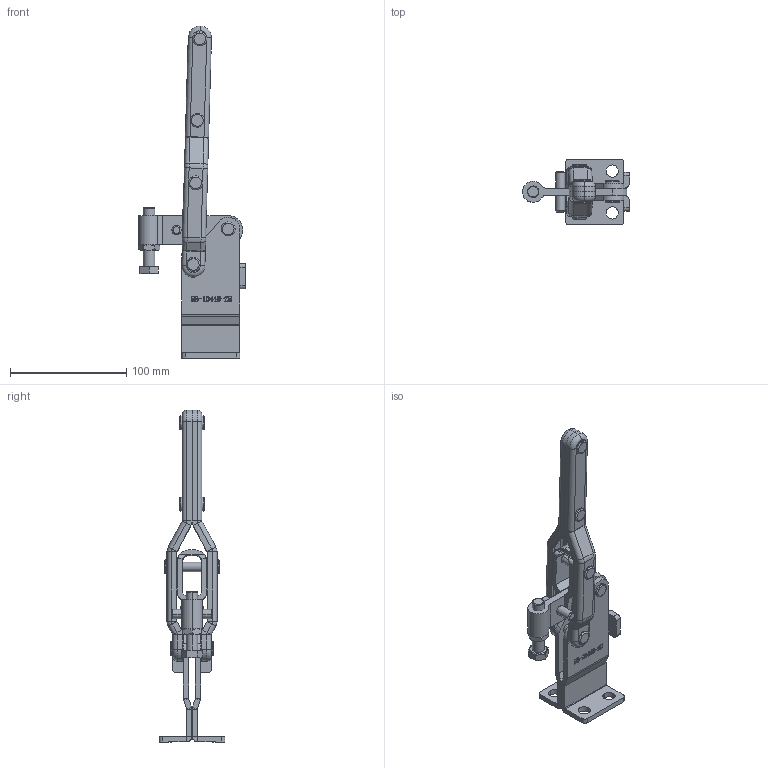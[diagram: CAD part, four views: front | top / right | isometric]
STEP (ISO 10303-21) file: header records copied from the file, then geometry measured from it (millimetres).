
FILE_DESCRIPTION (( 'STEP AP203' ), '1' );
FILE_NAME ('HS-10448-ZH .STEP', '2019-09-24T11:32:02', ( '微软用户' ), ( '微软中国' ), 'SwSTEP 2.0', 'SolidWorks 2012', '' );
FILE_SCHEMA (( 'CONFIG_CONTROL_DESIGN' ));
Length unit declared in the file: millimetre
Products named in the file (11): HS-10448-ZH ; hex thin nuts-grades ab-chamfered gb_GB_FASTENER_NUT_STNAB M10-N; hexagon head bolts-full thread gb_GB_FASTENER_BOLT_STBAB A M10X50-N; 酗种; 揤參; 种1; 种; 忒梟; 蟀裝; 傻种; 楊擘菁釱
Assembly tree (13 placements, depth 2):
  HS-10448-ZH 
    楊擘菁釱
    傻种  x2
    蟀裝
    忒梟  x2
    种
    种1  x2
    揤參
    酗种
    hexagon head bolts-full thread gb_GB_FASTENER_BOLT_STBAB A M10X50-N
    hex thin nuts-grades ab-chamfered gb_GB_FASTENER_NUT_STNAB M10-N
Bounding box: 92.21 x 56.6 x 285.52 mm (x, y, z)
Volume: 138621.5 mm3; surface area: 81582.4 mm2
Topology: 14 solids, 14 shells, 932 faces, 2333 edges, 1470 vertices
Faces by surface type: plane 483, cylinder 225, bspline 131, torus 69, cone 22, sphere 2
Entity records: 31671 total; most frequent: CARTESIAN_POINT 11808, ORIENTED_EDGE 4050, DIRECTION 3482, EDGE_CURVE 2025, LINE 1306, VECTOR 1306, VERTEX_POINT 1294, AXIS2_PLACEMENT_3D 1088
